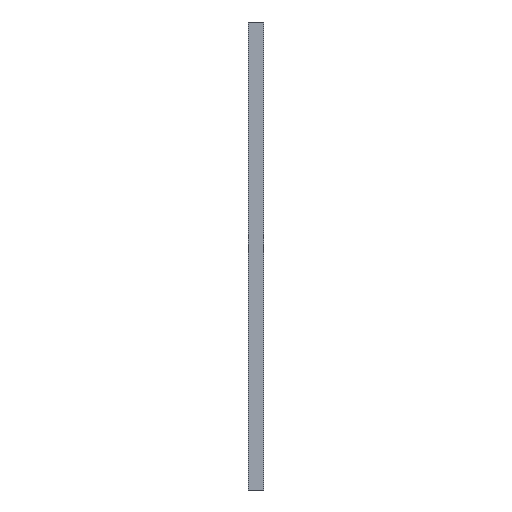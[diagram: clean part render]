
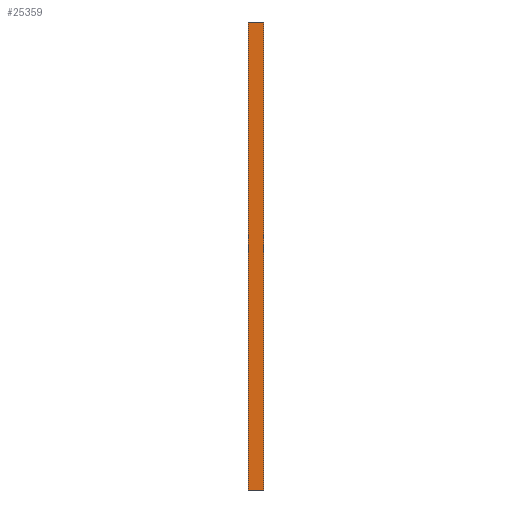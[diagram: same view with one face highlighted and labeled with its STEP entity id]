
A CAD part, front view. The second image highlights one B-rep face of the part: STEP entity #25359.
In plain terms, the highlighted planar face has unit normal (0.011, -1, 0).
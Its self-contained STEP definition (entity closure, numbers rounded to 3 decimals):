
#249=DIRECTION('',(0.,0.,1.));
#250=VECTOR('',#249,2000.);
#251=CARTESIAN_POINT('',(64.996,-59.35,0.));
#252=LINE('',#251,#250);
#257=DIRECTION('',(1.,0.01,0.));
#258=VECTOR('',#257,65.);
#259=CARTESIAN_POINT('',(0.,-60.031,0.));
#260=LINE('',#259,#258);
#2861=DIRECTION('',(-1.,-0.01,0.));
#2862=VECTOR('',#2861,65.);
#2863=CARTESIAN_POINT('',(64.996,-59.35,2000.));
#2864=LINE('',#2863,#2862);
#2905=DIRECTION('',(0.,0.,1.));
#2906=VECTOR('',#2905,2000.);
#2907=CARTESIAN_POINT('',(0.,-60.031,0.));
#2908=LINE('',#2907,#2906);
#22601=CARTESIAN_POINT('',(64.996,-59.35,0.));
#22602=CARTESIAN_POINT('',(64.996,-59.35,2000.));
#22603=VERTEX_POINT('',#22601);
#22604=VERTEX_POINT('',#22602);
#22605=CARTESIAN_POINT('',(0.,-60.031,0.));
#22606=CARTESIAN_POINT('',(0.,-60.031,2000.));
#22607=VERTEX_POINT('',#22605);
#22608=VERTEX_POINT('',#22606);
#25348=CARTESIAN_POINT('',(2.274,-60.007,0.));
#25349=DIRECTION('',(0.01,-1.,0.));
#25350=DIRECTION('',(1.,0.01,0.));
#25351=AXIS2_PLACEMENT_3D('',#25348,#25349,#25350);
#25352=PLANE('',#25351);
#25353=ORIENTED_EDGE('',*,*,#25324,.F.);
#25354=ORIENTED_EDGE('',*,*,#23926,.F.);
#25355=ORIENTED_EDGE('',*,*,#23941,.F.);
#25356=ORIENTED_EDGE('',*,*,#23971,.T.);
#25357=EDGE_LOOP('',(#25353,#25354,#25355,#25356));
#25358=FACE_OUTER_BOUND('',#25357,.F.);
#25359=ADVANCED_FACE('',(#25358),#25352,.T.);
#23926=EDGE_CURVE('',#22603,#22604,#252,.T.);
#23941=EDGE_CURVE('',#22607,#22603,#260,.T.);
#23971=EDGE_CURVE('',#22607,#22608,#2908,.T.);
#25324=EDGE_CURVE('',#22604,#22608,#2864,.T.);
